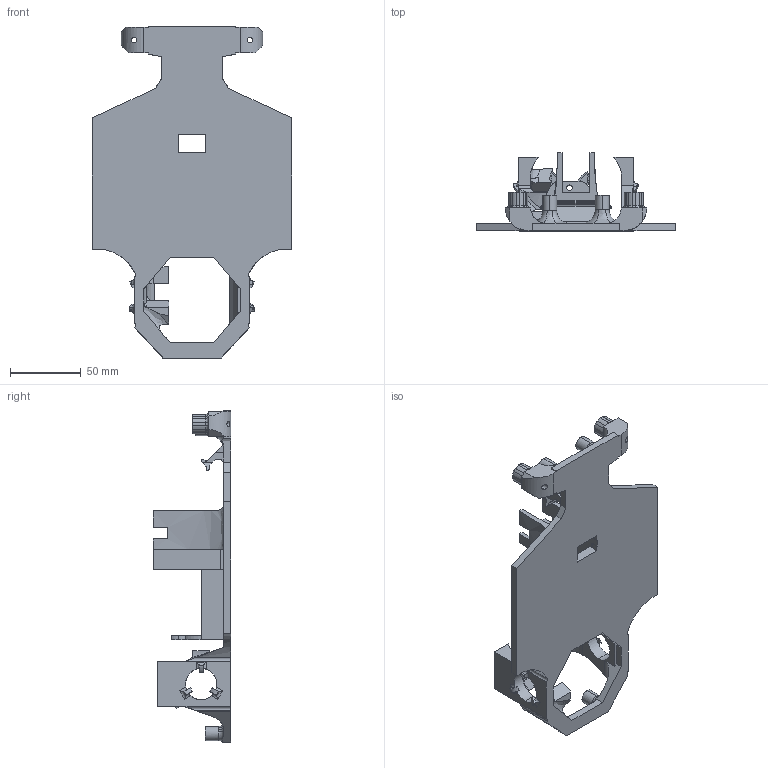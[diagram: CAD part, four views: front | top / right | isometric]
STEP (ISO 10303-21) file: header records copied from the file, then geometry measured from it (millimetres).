
FILE_DESCRIPTION (( 'STEP AP214' ), '1' );
FILE_NAME ('chassis.STEP', '2024-08-30T07:22:21', ( '' ), ( '' ), 'SwSTEP 2.0', 'SolidWorks 2023', '' );
FILE_SCHEMA (( 'AUTOMOTIVE_DESIGN' ));
Length unit declared in the file: millimetre
Products named in the file (1): chassis
Bounding box: 141 x 55 x 235 mm (x, y, z)
Volume: 186202 mm3; surface area: 76932.5 mm2
Topology: 1 solids, 1 shells, 460 faces, 1314 edges, 859 vertices
Faces by surface type: plane 223, cylinder 168, bspline 37, torus 26, sphere 6
Entity records: 17940 total; most frequent: CARTESIAN_POINT 6322, ORIENTED_EDGE 2598, DIRECTION 2261, EDGE_CURVE 1299, VERTEX_POINT 850, AXIS2_PLACEMENT_3D 781, LINE 699, VECTOR 699
